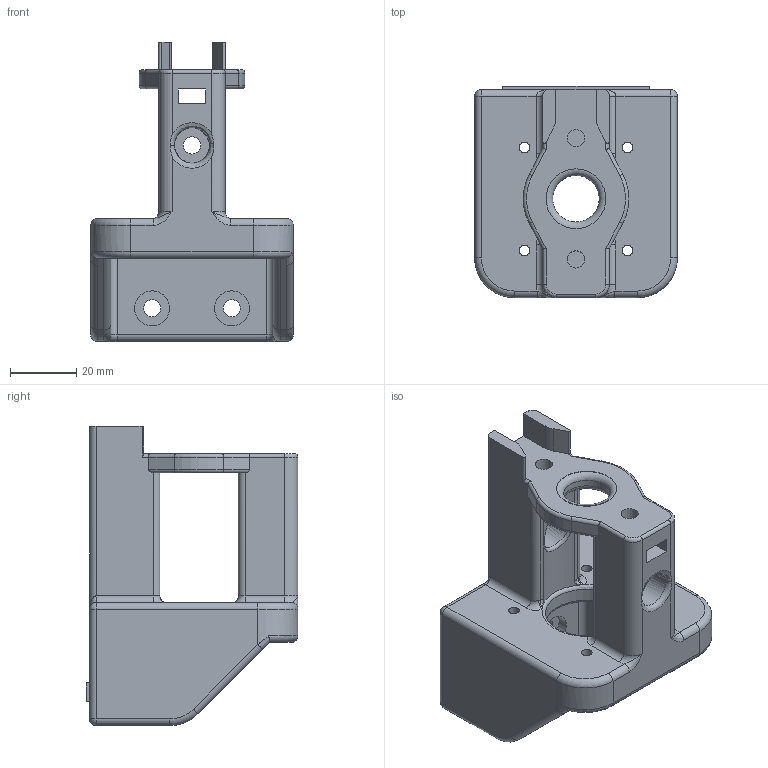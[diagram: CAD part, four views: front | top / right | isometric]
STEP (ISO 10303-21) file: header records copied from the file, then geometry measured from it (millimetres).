
FILE_DESCRIPTION(/* description */ (''),/* implementation_level */ '2;1');
FILE_NAME(/* name */ 'Motor Carrier.step',/* time_stamp */ '2021-03-14T07:55:13-04:00',/* author */ (''),/* organization */ (''),/* preprocessor_version */ 'ST-DEVELOPER v18.1',/* originating_system */ 'Autodesk Translation Framework v9.10.0.1330',/* authorisation */ '');
FILE_SCHEMA (('AUTOMOTIVE_DESIGN { 1 0 10303 214 3 1 1 }'));
Length unit declared in the file: millimetre
Products named in the file (1): Motor Carrier
Bounding box: 61 x 63.69 x 90 mm (x, y, z)
Volume: 80240.1 mm3; surface area: 27820.5 mm2
Topology: 1 solids, 1 shells, 197 faces, 508 edges, 309 vertices
Faces by surface type: cylinder 83, plane 56, torus 28, bspline 22, sphere 8
Full cylindrical faces by diameter (mm): 3.2 x4, 5.1 x2, 5.2 x5, 10.5 x2, 14 x1, 18 x1, 25 x1
Entity records: 7521 total; most frequent: CARTESIAN_POINT 2668, DIRECTION 1016, ORIENTED_EDGE 1008, EDGE_CURVE 504, AXIS2_PLACEMENT_3D 396, VERTEX_POINT 309, EDGE_LOOP 227, LINE 224
